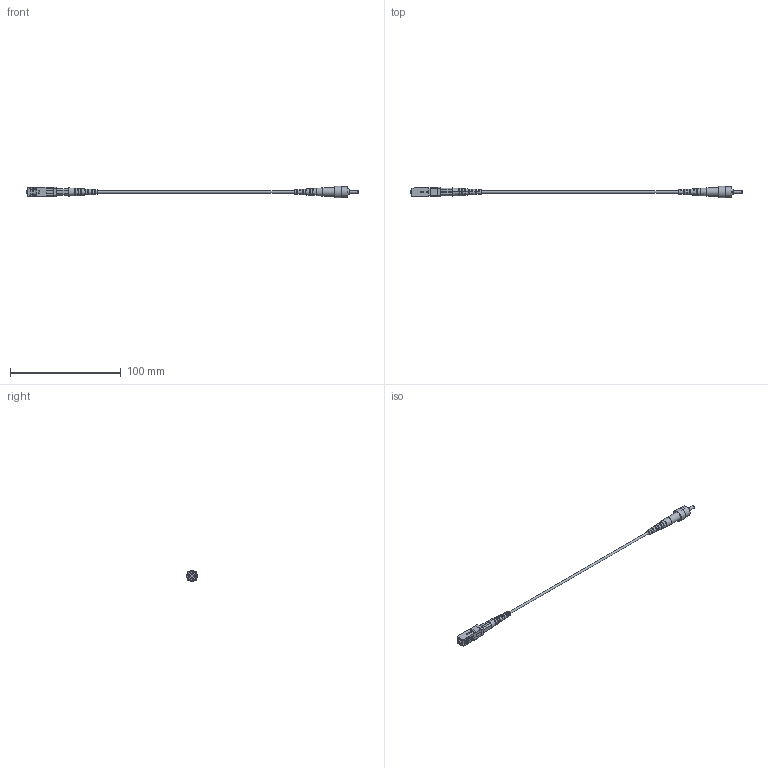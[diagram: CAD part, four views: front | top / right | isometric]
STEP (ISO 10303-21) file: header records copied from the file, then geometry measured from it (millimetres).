
FILE_DESCRIPTION (( 'STEP AP214' ), '1' );
FILE_NAME ('FCA-S1SZ-SCST.step', '2022-11-03T03:44:45', ( '' ), ( '' ), 'SwSTEP 2.0', 'SolidWorks 2022', '' );
FILE_SCHEMA (( 'AUTOMOTIVE_DESIGN' ));
Length unit declared in the file: inch
Products named in the file (12): Fiber Coax^FCA-S1SZ-SCST; 1AF04-005-MA4^1AF04-005(2)_SC CONN, SM, 1.6mm_FCA-S1SZ-SCST; 1AF04-005-MA2^1AF04-005(2)_SC CONN, SM, 1.6mm_FCA-S1SZ-SCST; 1AF04-005-MA3^1AF04-005(2)_SC CONN, SM, 1.6mm_FCA-S1SZ-SCST; SC CONN, SM, 1.6mm^FCA-S1SZ-SCST; 1AF04-005(2)^SC CONN, SM, 1.6mm_FCA-S1SZ-SCST; FCA-S1SZ-SCST; 1AF05-007-MA2^ST CONN, SM, 1.6mm_FCA-S1SZ-SCST; 1AF05-007-MA1^ST CONN, SM, 1.6mm_FCA-S1SZ-SCST; ST CONN, SM, 1.6mm^FCA-S1SZ-SCST; 1AF05-007-MA3^ST CONN, SM, 1.6mm_FCA-S1SZ-SCST; 1AF04-005-MA1^1AF04-005(2)_SC CONN, SM, 1.6mm_FCA-S1SZ-SCST
Assembly tree (11 placements, depth 4):
  FCA-S1SZ-SCST
    Fiber Coax^FCA-S1SZ-SCST
    SC CONN, SM, 1.6mm^FCA-S1SZ-SCST
      1AF04-005(2)^SC CONN, SM, 1.6mm_FCA-S1SZ-SCST
        1AF04-005-MA2^1AF04-005(2)_SC CONN, SM, 1.6mm_FCA-S1SZ-SCST
        1AF04-005-MA1^1AF04-005(2)_SC CONN, SM, 1.6mm_FCA-S1SZ-SCST
        1AF04-005-MA4^1AF04-005(2)_SC CONN, SM, 1.6mm_FCA-S1SZ-SCST
        1AF04-005-MA3^1AF04-005(2)_SC CONN, SM, 1.6mm_FCA-S1SZ-SCST
    ST CONN, SM, 1.6mm^FCA-S1SZ-SCST
      1AF05-007-MA1^ST CONN, SM, 1.6mm_FCA-S1SZ-SCST
      1AF05-007-MA3^ST CONN, SM, 1.6mm_FCA-S1SZ-SCST
      1AF05-007-MA2^ST CONN, SM, 1.6mm_FCA-S1SZ-SCST
Bounding box: 299.64 x 10.39 x 10.39 mm (x, y, z)
Volume: 3787.8 mm3; surface area: 7855.9 mm2
Topology: 8 solids, 8 shells, 377 faces, 1081 edges, 712 vertices
Faces by surface type: plane 323, cylinder 39, cone 12, torus 3
Full cylindrical faces by diameter (mm): 2 x1, 2.54 x1, 3.175 x1, 3.683 x1, 4.826 x1, 5.207 x1, 7.366 x1, 9.779 x1, 10.39 x1
Entity records: 13745 total; most frequent: CARTESIAN_POINT 2923, ORIENTED_EDGE 2084, DIRECTION 1963, EDGE_CURVE 1042, VERTEX_POINT 695, VECTOR 673, LINE 673, AXIS2_PLACEMENT_3D 645
